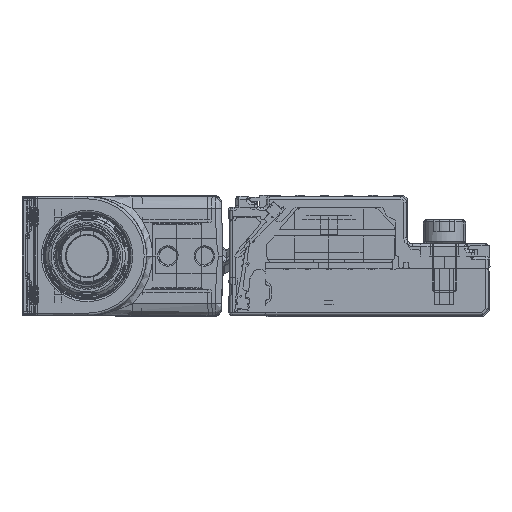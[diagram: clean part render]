
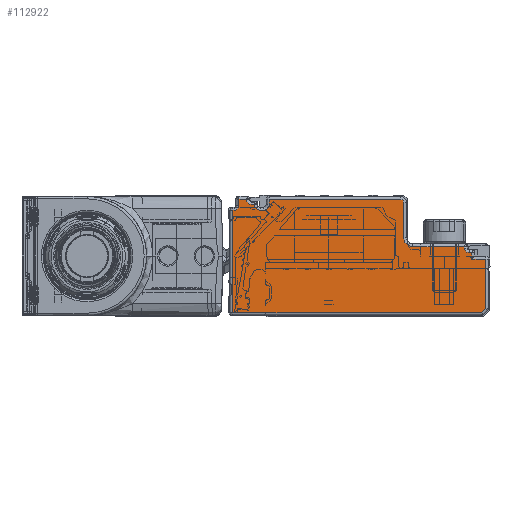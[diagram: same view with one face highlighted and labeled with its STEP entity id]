
A CAD part, left-side view. The second image highlights one B-rep face of the part: STEP entity #112922.
In plain terms, the highlighted planar face has unit normal (-1, 0, 0).
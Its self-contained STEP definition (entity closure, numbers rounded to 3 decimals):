
#112729=AXIS2_PLACEMENT_3D('Circle Axis2P3D',#112727,#112728,$) ;
#112742=AXIS2_PLACEMENT_3D('Plane Axis2P3D',#112739,#112740,#112741) ;
#112762=AXIS2_PLACEMENT_3D('Circle Axis2P3D',#112760,#112761,$) ;
#112781=AXIS2_PLACEMENT_3D('Circle Axis2P3D',#112779,#112780,$) ;
#112802=AXIS2_PLACEMENT_3D('Circle Axis2P3D',#112800,#112801,$) ;
#112816=AXIS2_PLACEMENT_3D('Circle Axis2P3D',#112814,#112815,$) ;
#112830=AXIS2_PLACEMENT_3D('Circle Axis2P3D',#112828,#112829,$) ;
#112851=AXIS2_PLACEMENT_3D('Circle Axis2P3D',#112849,#112850,$) ;
#112378=CARTESIAN_POINT('Vertex',(-2178.,4.2,3.5)) ;
#112385=CARTESIAN_POINT('Vertex',(-2178.,12.7,3.5)) ;
#112388=CARTESIAN_POINT('Line Origine',(-2178.,21.5,3.5)) ;
#112724=CARTESIAN_POINT('Vertex',(-2178.,14.2,5.)) ;
#112727=CARTESIAN_POINT('Axis2P3D Location',(-2178.,12.7,5.)) ;
#112739=CARTESIAN_POINT('Axis2P3D Location',(-2178.,0.2,-7.8)) ;
#112744=CARTESIAN_POINT('Line Origine',(-2178.,3.,2.)) ;
#112748=CARTESIAN_POINT('Vertex',(-2178.,3.,1.5)) ;
#112750=CARTESIAN_POINT('Vertex',(-2178.,3.,2.5)) ;
#112753=CARTESIAN_POINT('Line Origine',(-2178.,3.2,2.5)) ;
#112757=CARTESIAN_POINT('Vertex',(-2178.,3.4,2.5)) ;
#112760=CARTESIAN_POINT('Axis2P3D Location',(-2178.,3.4,3.3)) ;
#112764=CARTESIAN_POINT('Vertex',(-2178.,4.2,3.3)) ;
#112767=CARTESIAN_POINT('Line Origine',(-2178.,4.2,3.4)) ;
#112772=CARTESIAN_POINT('Line Origine',(-2178.,14.2,7.9)) ;
#112776=CARTESIAN_POINT('Vertex',(-2178.,14.2,10.8)) ;
#112779=CARTESIAN_POINT('Axis2P3D Location',(-2178.,14.7,10.8)) ;
#112783=CARTESIAN_POINT('Vertex',(-2178.,14.7,11.3)) ;
#112786=CARTESIAN_POINT('Line Origine',(-2178.,25.5,11.3)) ;
#112790=CARTESIAN_POINT('Vertex',(-2178.,36.3,11.3)) ;
#112793=CARTESIAN_POINT('Line Origine',(-2178.,36.3,10.9)) ;
#112797=CARTESIAN_POINT('Vertex',(-2178.,36.3,10.5)) ;
#112800=CARTESIAN_POINT('Axis2P3D Location',(-2178.,37.3,10.5)) ;
#112804=CARTESIAN_POINT('Vertex',(-2178.,37.3,9.5)) ;
#112807=CARTESIAN_POINT('Line Origine',(-2178.,37.55,9.5)) ;
#112811=CARTESIAN_POINT('Vertex',(-2178.,37.8,9.5)) ;
#112814=CARTESIAN_POINT('Axis2P3D Location',(-2178.,37.8,10.5)) ;
#112818=CARTESIAN_POINT('Vertex',(-2178.,38.8,10.5)) ;
#112821=CARTESIAN_POINT('Line Origine',(-2178.,39.05,10.5)) ;
#112825=CARTESIAN_POINT('Vertex',(-2178.,39.3,10.5)) ;
#112828=CARTESIAN_POINT('Axis2P3D Location',(-2178.,39.3,11.3)) ;
#112832=CARTESIAN_POINT('Vertex',(-2178.,40.1,11.3)) ;
#112835=CARTESIAN_POINT('Line Origine',(-2178.,40.7,11.3)) ;
#112839=CARTESIAN_POINT('Vertex',(-2178.,41.3,11.3)) ;
#112842=CARTESIAN_POINT('Line Origine',(-2178.,41.3,10.8)) ;
#112846=CARTESIAN_POINT('Vertex',(-2178.,41.3,10.3)) ;
#112849=CARTESIAN_POINT('Axis2P3D Location',(-2178.,42.1,10.3)) ;
#112853=CARTESIAN_POINT('Vertex',(-2178.,42.1,9.5)) ;
#112856=CARTESIAN_POINT('Line Origine',(-2178.,42.2,9.5)) ;
#112860=CARTESIAN_POINT('Vertex',(-2178.,42.3,9.5)) ;
#112863=CARTESIAN_POINT('Line Origine',(-2178.,42.3,1.1)) ;
#112867=CARTESIAN_POINT('Vertex',(-2178.,42.3,-7.3)) ;
#112870=CARTESIAN_POINT('Line Origine',(-2178.,21.854,-7.3)) ;
#112874=CARTESIAN_POINT('Vertex',(-2178.,1.407,-7.3)) ;
#112877=CARTESIAN_POINT('Line Origine',(-2178.,1.054,-6.946)) ;
#112881=CARTESIAN_POINT('Vertex',(-2178.,0.7,-6.593)) ;
#112884=CARTESIAN_POINT('Line Origine',(-2178.,0.7,-2.546)) ;
#112888=CARTESIAN_POINT('Vertex',(-2178.,0.7,1.5)) ;
#112891=CARTESIAN_POINT('Line Origine',(-2178.,1.85,1.5)) ;
#112389=DIRECTION('Vector Direction',(0.,-1.,0.)) ;
#112728=DIRECTION('Axis2P3D Direction',(1.,0.,0.)) ;
#112740=DIRECTION('Axis2P3D Direction',(-1.,0.,0.)) ;
#112741=DIRECTION('Axis2P3D XDirection',(0.,0.,1.)) ;
#112745=DIRECTION('Vector Direction',(0.,0.,1.)) ;
#112754=DIRECTION('Vector Direction',(0.,1.,0.)) ;
#112761=DIRECTION('Axis2P3D Direction',(-1.,0.,0.)) ;
#112768=DIRECTION('Vector Direction',(0.,0.,-1.)) ;
#112773=DIRECTION('Vector Direction',(0.,0.,1.)) ;
#112780=DIRECTION('Axis2P3D Direction',(-1.,0.,0.)) ;
#112787=DIRECTION('Vector Direction',(0.,1.,0.)) ;
#112794=DIRECTION('Vector Direction',(0.,0.,-1.)) ;
#112801=DIRECTION('Axis2P3D Direction',(-1.,0.,0.)) ;
#112808=DIRECTION('Vector Direction',(0.,1.,0.)) ;
#112815=DIRECTION('Axis2P3D Direction',(-1.,0.,0.)) ;
#112822=DIRECTION('Vector Direction',(0.,-1.,0.)) ;
#112829=DIRECTION('Axis2P3D Direction',(-1.,0.,0.)) ;
#112836=DIRECTION('Vector Direction',(0.,1.,0.)) ;
#112843=DIRECTION('Vector Direction',(0.,0.,-1.)) ;
#112850=DIRECTION('Axis2P3D Direction',(-1.,0.,0.)) ;
#112857=DIRECTION('Vector Direction',(0.,1.,0.)) ;
#112864=DIRECTION('Vector Direction',(0.,0.,-1.)) ;
#112871=DIRECTION('Vector Direction',(0.,-1.,0.)) ;
#112878=DIRECTION('Vector Direction',(0.,-0.707,0.707)) ;
#112885=DIRECTION('Vector Direction',(0.,0.,1.)) ;
#112892=DIRECTION('Vector Direction',(0.,1.,0.)) ;
#112390=VECTOR('Line Direction',#112389,1.) ;
#112746=VECTOR('Line Direction',#112745,1.) ;
#112755=VECTOR('Line Direction',#112754,1.) ;
#112769=VECTOR('Line Direction',#112768,1.) ;
#112774=VECTOR('Line Direction',#112773,1.) ;
#112788=VECTOR('Line Direction',#112787,1.) ;
#112795=VECTOR('Line Direction',#112794,1.) ;
#112809=VECTOR('Line Direction',#112808,1.) ;
#112823=VECTOR('Line Direction',#112822,1.) ;
#112837=VECTOR('Line Direction',#112836,1.) ;
#112844=VECTOR('Line Direction',#112843,1.) ;
#112858=VECTOR('Line Direction',#112857,1.) ;
#112865=VECTOR('Line Direction',#112864,1.) ;
#112872=VECTOR('Line Direction',#112871,1.) ;
#112879=VECTOR('Line Direction',#112878,1.) ;
#112886=VECTOR('Line Direction',#112885,1.) ;
#112893=VECTOR('Line Direction',#112892,1.) ;
#112897=ORIENTED_EDGE('',*,*,#112752,.T.) ;
#112898=ORIENTED_EDGE('',*,*,#112759,.T.) ;
#112899=ORIENTED_EDGE('',*,*,#112766,.T.) ;
#112900=ORIENTED_EDGE('',*,*,#112771,.T.) ;
#112901=ORIENTED_EDGE('',*,*,#112392,.T.) ;
#112902=ORIENTED_EDGE('',*,*,#112731,.T.) ;
#112903=ORIENTED_EDGE('',*,*,#112778,.T.) ;
#112904=ORIENTED_EDGE('',*,*,#112785,.T.) ;
#112905=ORIENTED_EDGE('',*,*,#112792,.T.) ;
#112906=ORIENTED_EDGE('',*,*,#112799,.T.) ;
#112907=ORIENTED_EDGE('',*,*,#112806,.T.) ;
#112908=ORIENTED_EDGE('',*,*,#112813,.T.) ;
#112909=ORIENTED_EDGE('',*,*,#112820,.T.) ;
#112910=ORIENTED_EDGE('',*,*,#112827,.T.) ;
#112911=ORIENTED_EDGE('',*,*,#112834,.T.) ;
#112912=ORIENTED_EDGE('',*,*,#112841,.T.) ;
#112913=ORIENTED_EDGE('',*,*,#112848,.T.) ;
#112914=ORIENTED_EDGE('',*,*,#112855,.T.) ;
#112915=ORIENTED_EDGE('',*,*,#112862,.T.) ;
#112916=ORIENTED_EDGE('',*,*,#112869,.T.) ;
#112917=ORIENTED_EDGE('',*,*,#112876,.T.) ;
#112918=ORIENTED_EDGE('',*,*,#112883,.T.) ;
#112919=ORIENTED_EDGE('',*,*,#112890,.T.) ;
#112920=ORIENTED_EDGE('',*,*,#112895,.T.) ;
#112922=ADVANCED_FACE('Brep With Voids',(#112921),#112743,.T.) ;
#112730=CIRCLE('generated circle',#112729,1.5) ;
#112763=CIRCLE('generated circle',#112762,0.8) ;
#112782=CIRCLE('generated circle',#112781,0.5) ;
#112803=CIRCLE('generated circle',#112802,1.) ;
#112817=CIRCLE('generated circle',#112816,1.) ;
#112831=CIRCLE('generated circle',#112830,0.8) ;
#112852=CIRCLE('generated circle',#112851,0.8) ;
#112392=EDGE_CURVE('',#112379,#112386,#112391,.F.) ;
#112731=EDGE_CURVE('',#112386,#112725,#112730,.T.) ;
#112752=EDGE_CURVE('',#112749,#112751,#112747,.T.) ;
#112759=EDGE_CURVE('',#112751,#112758,#112756,.T.) ;
#112766=EDGE_CURVE('',#112758,#112765,#112763,.F.) ;
#112771=EDGE_CURVE('',#112765,#112379,#112770,.F.) ;
#112778=EDGE_CURVE('',#112725,#112777,#112775,.T.) ;
#112785=EDGE_CURVE('',#112777,#112784,#112782,.T.) ;
#112792=EDGE_CURVE('',#112784,#112791,#112789,.T.) ;
#112799=EDGE_CURVE('',#112791,#112798,#112796,.T.) ;
#112806=EDGE_CURVE('',#112798,#112805,#112803,.F.) ;
#112813=EDGE_CURVE('',#112805,#112812,#112810,.T.) ;
#112820=EDGE_CURVE('',#112812,#112819,#112817,.F.) ;
#112827=EDGE_CURVE('',#112819,#112826,#112824,.F.) ;
#112834=EDGE_CURVE('',#112826,#112833,#112831,.F.) ;
#112841=EDGE_CURVE('',#112833,#112840,#112838,.T.) ;
#112848=EDGE_CURVE('',#112840,#112847,#112845,.T.) ;
#112855=EDGE_CURVE('',#112847,#112854,#112852,.F.) ;
#112862=EDGE_CURVE('',#112854,#112861,#112859,.T.) ;
#112869=EDGE_CURVE('',#112861,#112868,#112866,.T.) ;
#112876=EDGE_CURVE('',#112868,#112875,#112873,.T.) ;
#112883=EDGE_CURVE('',#112875,#112882,#112880,.T.) ;
#112890=EDGE_CURVE('',#112882,#112889,#112887,.T.) ;
#112895=EDGE_CURVE('',#112889,#112749,#112894,.T.) ;
#112896=EDGE_LOOP('',(#112897,#112898,#112899,#112900,#112901,#112902,#112903,#112904,#112905,#112906,#112907,#112908,#112909,#112910,#112911,#112912,#112913,#112914,#112915,#112916,#112917,#112918,#112919,#112920)) ;
#112921=FACE_OUTER_BOUND('',#112896,.T.) ;
#112391=LINE('Line',#112388,#112390) ;
#112747=LINE('Line',#112744,#112746) ;
#112756=LINE('Line',#112753,#112755) ;
#112770=LINE('Line',#112767,#112769) ;
#112775=LINE('Line',#112772,#112774) ;
#112789=LINE('Line',#112786,#112788) ;
#112796=LINE('Line',#112793,#112795) ;
#112810=LINE('Line',#112807,#112809) ;
#112824=LINE('Line',#112821,#112823) ;
#112838=LINE('Line',#112835,#112837) ;
#112845=LINE('Line',#112842,#112844) ;
#112859=LINE('Line',#112856,#112858) ;
#112866=LINE('Line',#112863,#112865) ;
#112873=LINE('Line',#112870,#112872) ;
#112880=LINE('Line',#112877,#112879) ;
#112887=LINE('Line',#112884,#112886) ;
#112894=LINE('Line',#112891,#112893) ;
#112743=PLANE('',#112742) ;
#112379=VERTEX_POINT('',#112378) ;
#112386=VERTEX_POINT('',#112385) ;
#112725=VERTEX_POINT('',#112724) ;
#112749=VERTEX_POINT('',#112748) ;
#112751=VERTEX_POINT('',#112750) ;
#112758=VERTEX_POINT('',#112757) ;
#112765=VERTEX_POINT('',#112764) ;
#112777=VERTEX_POINT('',#112776) ;
#112784=VERTEX_POINT('',#112783) ;
#112791=VERTEX_POINT('',#112790) ;
#112798=VERTEX_POINT('',#112797) ;
#112805=VERTEX_POINT('',#112804) ;
#112812=VERTEX_POINT('',#112811) ;
#112819=VERTEX_POINT('',#112818) ;
#112826=VERTEX_POINT('',#112825) ;
#112833=VERTEX_POINT('',#112832) ;
#112840=VERTEX_POINT('',#112839) ;
#112847=VERTEX_POINT('',#112846) ;
#112854=VERTEX_POINT('',#112853) ;
#112861=VERTEX_POINT('',#112860) ;
#112868=VERTEX_POINT('',#112867) ;
#112875=VERTEX_POINT('',#112874) ;
#112882=VERTEX_POINT('',#112881) ;
#112889=VERTEX_POINT('',#112888) ;
